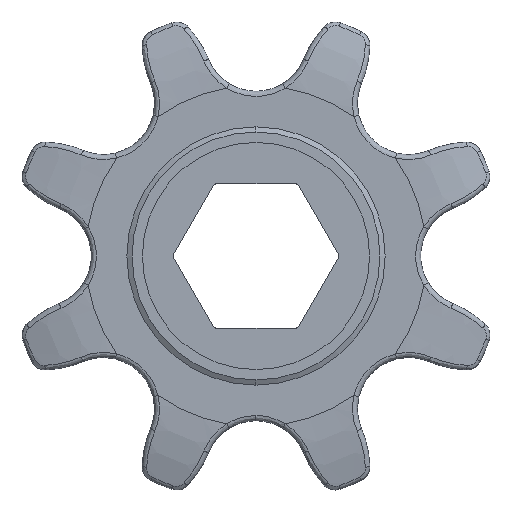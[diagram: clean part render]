
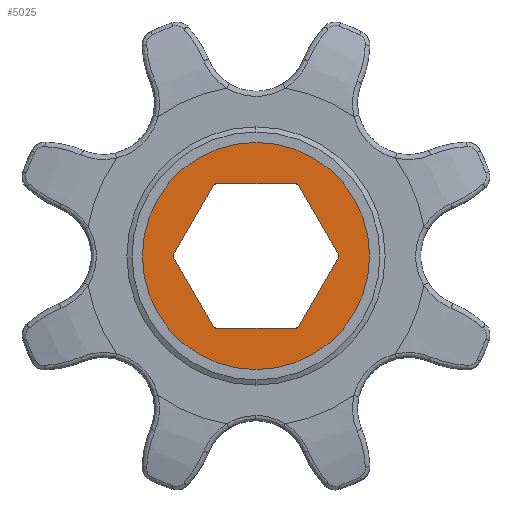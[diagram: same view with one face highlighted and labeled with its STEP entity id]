
A CAD part, front view. The second image highlights one B-rep face of the part: STEP entity #5025.
In plain terms, the highlighted planar face has unit normal (0, -1, 0).
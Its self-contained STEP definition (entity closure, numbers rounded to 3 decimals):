
#172 = VERTEX_POINT ( 'NONE', #5541 ) ;
#217 = CIRCLE ( 'NONE', #5407, 4. ) ;
#254 = DIRECTION ( 'NONE',  ( 0., 0., -1. ) ) ;
#310 = VERTEX_POINT ( 'NONE', #7346 ) ;
#330 = ORIENTED_EDGE ( 'NONE', *, *, #1469, .T. ) ;
#449 = ORIENTED_EDGE ( 'NONE', *, *, #6763, .T. ) ;
#530 = VECTOR ( 'NONE', #2939, 1000. ) ;
#542 = CARTESIAN_POINT ( 'NONE',  ( 3.031, -4.6, -1.75 ) ) ;
#557 = ORIENTED_EDGE ( 'NONE', *, *, #3197, .T. ) ;
#604 = CARTESIAN_POINT ( 'NONE',  ( 0., -4.6, 0. ) ) ;
#631 = FACE_BOUND ( 'NONE', #6214, .T. ) ;
#703 = DIRECTION ( 'NONE',  ( 0., -1., 0. ) ) ;
#723 = AXIS2_PLACEMENT_3D ( 'NONE', #7186, #703, #3544 ) ;
#736 = CARTESIAN_POINT ( 'NONE',  ( 1.936, -4.6, 3.5 ) ) ;
#740 = CIRCLE ( 'NONE', #6188, 4. ) ;
#791 = VERTEX_POINT ( 'NONE', #7716 ) ;
#878 = CARTESIAN_POINT ( 'NONE',  ( -3.031, -4.6, -1.75 ) ) ;
#901 = CARTESIAN_POINT ( 'NONE',  ( -1.936, -4.6, 3.5 ) ) ;
#935 = DIRECTION ( 'NONE',  ( 0., 0., -1. ) ) ;
#970 = ORIENTED_EDGE ( 'NONE', *, *, #1599, .T. ) ;
#1190 = VERTEX_POINT ( 'NONE', #4124 ) ;
#1469 = EDGE_CURVE ( 'NONE', #3977, #791, #2829, .T. ) ;
#1599 = EDGE_CURVE ( 'NONE', #5166, #7527, #217, .T. ) ;
#1605 = CARTESIAN_POINT ( 'NONE',  ( 0., -4.6, 0. ) ) ;
#1624 = DIRECTION ( 'NONE',  ( 0., 1., 0. ) ) ;
#1716 = CARTESIAN_POINT ( 'NONE',  ( 0., -4.6, 0. ) ) ;
#2229 = AXIS2_PLACEMENT_3D ( 'NONE', #4098, #4130, #9218 ) ;
#2363 = DIRECTION ( 'NONE',  ( 0., 0., -1. ) ) ;
#2387 = AXIS2_PLACEMENT_3D ( 'NONE', #1716, #6741, #935 ) ;
#2440 = CARTESIAN_POINT ( 'NONE',  ( 0., -4.6, -5.5 ) ) ;
#2559 = DIRECTION ( 'NONE',  ( 0., 1., 0. ) ) ;
#2598 = ORIENTED_EDGE ( 'NONE', *, *, #7896, .T. ) ;
#2653 = CARTESIAN_POINT ( 'NONE',  ( 3.999, -4.6, 0.073 ) ) ;
#2763 = EDGE_CURVE ( 'NONE', #2896, #4994, #3046, .T. ) ;
#2829 = LINE ( 'NONE', #3778, #9171 ) ;
#2896 = VERTEX_POINT ( 'NONE', #7322 ) ;
#2939 = DIRECTION ( 'NONE',  ( 0.5, 0., -0.866 ) ) ;
#2991 = EDGE_CURVE ( 'NONE', #1190, #310, #8486, .T. ) ;
#3014 = EDGE_CURVE ( 'NONE', #8611, #6775, #6915, .T. ) ;
#3046 = CIRCLE ( 'NONE', #2229, 5.5 ) ;
#3115 = CARTESIAN_POINT ( 'NONE',  ( 0., -4.6, 0. ) ) ;
#3197 = EDGE_CURVE ( 'NONE', #4994, #2896, #7467, .T. ) ;
#3301 = VERTEX_POINT ( 'NONE', #901 ) ;
#3328 = EDGE_CURVE ( 'NONE', #6775, #5166, #4404, .T. ) ;
#3537 = DIRECTION ( 'NONE',  ( 0., 1., 0. ) ) ;
#3544 = DIRECTION ( 'NONE',  ( 0., 0., -1. ) ) ;
#3548 = ORIENTED_EDGE ( 'NONE', *, *, #4484, .T. ) ;
#3778 = CARTESIAN_POINT ( 'NONE',  ( 0., -4.6, -3.5 ) ) ;
#3905 = CARTESIAN_POINT ( 'NONE',  ( 3.999, -4.6, -0.073 ) ) ;
#3977 = VERTEX_POINT ( 'NONE', #5211 ) ;
#4022 = CARTESIAN_POINT ( 'NONE',  ( 2.063, -4.6, 3.427 ) ) ;
#4098 = CARTESIAN_POINT ( 'NONE',  ( 0., -4.6, 0. ) ) ;
#4124 = CARTESIAN_POINT ( 'NONE',  ( -2.063, -4.6, -3.427 ) ) ;
#4130 = DIRECTION ( 'NONE',  ( 0., -1., 0. ) ) ;
#4199 = CARTESIAN_POINT ( 'NONE',  ( 0., -4.6, 3.5 ) ) ;
#4234 = DIRECTION ( 'NONE',  ( 1., 0., 0. ) ) ;
#4268 = EDGE_CURVE ( 'NONE', #3301, #8611, #7228, .T. ) ;
#4286 = EDGE_CURVE ( 'NONE', #7527, #8785, #6319, .T. ) ;
#4313 = EDGE_LOOP ( 'NONE', ( #557, #7905 ) ) ;
#4404 = LINE ( 'NONE', #5904, #530 ) ;
#4484 = EDGE_CURVE ( 'NONE', #5203, #172, #8363, .T. ) ;
#4698 = CARTESIAN_POINT ( 'NONE',  ( -3.999, -4.6, 0.073 ) ) ;
#4724 = DIRECTION ( 'NONE',  ( 0., 0., -1. ) ) ;
#4994 = VERTEX_POINT ( 'NONE', #2440 ) ;
#4999 = DIRECTION ( 'NONE',  ( 0., 0., -1. ) ) ;
#5025 = ADVANCED_FACE ( 'NONE', ( #631, #9244 ), #7445, .T. ) ;
#5160 = DIRECTION ( 'NONE',  ( -0.5, 0., 0.866 ) ) ;
#5166 = VERTEX_POINT ( 'NONE', #2653 ) ;
#5168 = DIRECTION ( 'NONE',  ( -1., 0., 0. ) ) ;
#5185 = ORIENTED_EDGE ( 'NONE', *, *, #2991, .T. ) ;
#5195 = AXIS2_PLACEMENT_3D ( 'NONE', #5862, #5830, #6537 ) ;
#5203 = VERTEX_POINT ( 'NONE', #4698 ) ;
#5211 = CARTESIAN_POINT ( 'NONE',  ( 1.936, -4.6, -3.5 ) ) ;
#5313 = VECTOR ( 'NONE', #8189, 1000. ) ;
#5407 = AXIS2_PLACEMENT_3D ( 'NONE', #1605, #6724, #2363 ) ;
#5439 = EDGE_CURVE ( 'NONE', #310, #5203, #8903, .T. ) ;
#5541 = CARTESIAN_POINT ( 'NONE',  ( -2.063, -4.6, 3.427 ) ) ;
#5606 = CARTESIAN_POINT ( 'NONE',  ( 2.063, -4.6, -3.427 ) ) ;
#5830 = DIRECTION ( 'NONE',  ( 0., 1., 0. ) ) ;
#5862 = CARTESIAN_POINT ( 'NONE',  ( 0., -4.6, 0. ) ) ;
#5904 = CARTESIAN_POINT ( 'NONE',  ( 3.031, -4.6, 1.75 ) ) ;
#6032 = AXIS2_PLACEMENT_3D ( 'NONE', #3115, #1624, #254 ) ;
#6188 = AXIS2_PLACEMENT_3D ( 'NONE', #8547, #9336, #7928 ) ;
#6214 = EDGE_LOOP ( 'NONE', ( #3548, #9405, #8065, #8832, #6737, #970, #9183, #449, #330, #2598, #5185, #8254 ) ) ;
#6218 = CARTESIAN_POINT ( 'NONE',  ( 0., -4.6, 0. ) ) ;
#6319 = LINE ( 'NONE', #542, #7908 ) ;
#6372 = DIRECTION ( 'NONE',  ( -0.5, 0., -0.866 ) ) ;
#6537 = DIRECTION ( 'NONE',  ( 0., 0., -1. ) ) ;
#6724 = DIRECTION ( 'NONE',  ( 0., 1., 0. ) ) ;
#6737 = ORIENTED_EDGE ( 'NONE', *, *, #3328, .T. ) ;
#6741 = DIRECTION ( 'NONE',  ( 0., -1., 0. ) ) ;
#6763 = EDGE_CURVE ( 'NONE', #8785, #3977, #6942, .T. ) ;
#6775 = VERTEX_POINT ( 'NONE', #4022 ) ;
#6915 = CIRCLE ( 'NONE', #6032, 4. ) ;
#6942 = CIRCLE ( 'NONE', #9118, 4. ) ;
#7186 = CARTESIAN_POINT ( 'NONE',  ( 0., -4.6, 0. ) ) ;
#7228 = LINE ( 'NONE', #4199, #8700 ) ;
#7322 = CARTESIAN_POINT ( 'NONE',  ( 0., -4.6, 5.5 ) ) ;
#7346 = CARTESIAN_POINT ( 'NONE',  ( -3.999, -4.6, -0.073 ) ) ;
#7395 = CARTESIAN_POINT ( 'NONE',  ( -3.031, -4.6, 1.75 ) ) ;
#7445 = PLANE ( 'NONE',  #2387 ) ;
#7467 = CIRCLE ( 'NONE', #723, 5.5 ) ;
#7527 = VERTEX_POINT ( 'NONE', #3905 ) ;
#7716 = CARTESIAN_POINT ( 'NONE',  ( -1.936, -4.6, -3.5 ) ) ;
#7875 = AXIS2_PLACEMENT_3D ( 'NONE', #604, #3537, #4999 ) ;
#7896 = EDGE_CURVE ( 'NONE', #791, #1190, #740, .T. ) ;
#7905 = ORIENTED_EDGE ( 'NONE', *, *, #2763, .T. ) ;
#7908 = VECTOR ( 'NONE', #6372, 1000. ) ;
#7928 = DIRECTION ( 'NONE',  ( 0., 0., -1. ) ) ;
#8065 = ORIENTED_EDGE ( 'NONE', *, *, #4268, .T. ) ;
#8189 = DIRECTION ( 'NONE',  ( 0.5, 0., 0.866 ) ) ;
#8254 = ORIENTED_EDGE ( 'NONE', *, *, #5439, .T. ) ;
#8363 = LINE ( 'NONE', #7395, #5313 ) ;
#8486 = LINE ( 'NONE', #878, #8819 ) ;
#8547 = CARTESIAN_POINT ( 'NONE',  ( 0., -4.6, 0. ) ) ;
#8611 = VERTEX_POINT ( 'NONE', #736 ) ;
#8700 = VECTOR ( 'NONE', #4234, 1000. ) ;
#8785 = VERTEX_POINT ( 'NONE', #5606 ) ;
#8819 = VECTOR ( 'NONE', #5160, 1000. ) ;
#8832 = ORIENTED_EDGE ( 'NONE', *, *, #3014, .T. ) ;
#8903 = CIRCLE ( 'NONE', #5195, 4. ) ;
#9118 = AXIS2_PLACEMENT_3D ( 'NONE', #6218, #2559, #4724 ) ;
#9171 = VECTOR ( 'NONE', #5168, 1000. ) ;
#9183 = ORIENTED_EDGE ( 'NONE', *, *, #4286, .T. ) ;
#9218 = DIRECTION ( 'NONE',  ( 0., 0., -1. ) ) ;
#9244 = FACE_OUTER_BOUND ( 'NONE', #4313, .T. ) ;
#9336 = DIRECTION ( 'NONE',  ( 0., 1., 0. ) ) ;
#9350 = CIRCLE ( 'NONE', #7875, 4. ) ;
#9386 = EDGE_CURVE ( 'NONE', #172, #3301, #9350, .T. ) ;
#9405 = ORIENTED_EDGE ( 'NONE', *, *, #9386, .T. ) ;
